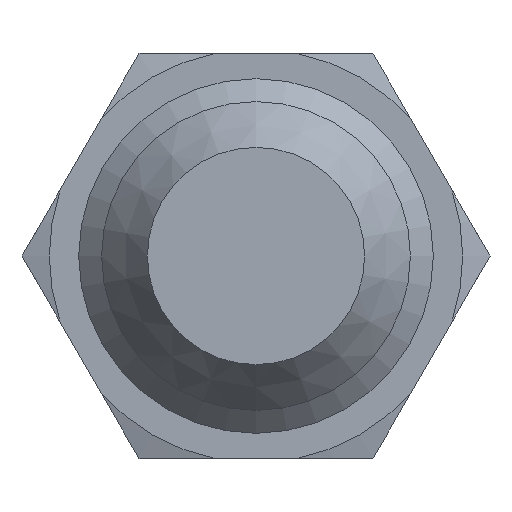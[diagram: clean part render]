
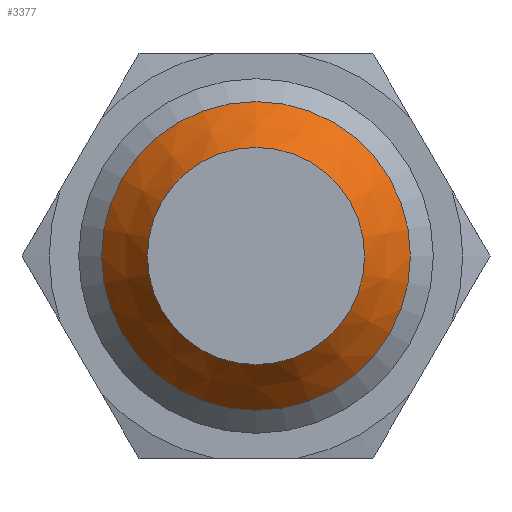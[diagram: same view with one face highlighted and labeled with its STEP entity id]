
A CAD part, left-side view. The second image highlights one B-rep face of the part: STEP entity #3377.
In plain terms, the highlighted conical face has half-angle 37 degrees and reference radius 25.4 mm.
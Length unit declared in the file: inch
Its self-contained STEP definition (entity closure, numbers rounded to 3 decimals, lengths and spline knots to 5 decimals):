
#3350=CARTESIAN_POINT('',(0.2114,0.,0.));
#3351=DIRECTION('',(1.0,0.0,0.0));
#3352=DIRECTION('',(0.0,0.0,-1.0));
#3353=AXIS2_PLACEMENT_3D('',#3350,#3351,#3352);
#3354=CONICAL_SURFACE('',#3353,1.0,37.0);
#3355=CARTESIAN_POINT('',(-0.76,0.,0.268));
#3356=VERTEX_POINT('',#3355);
#3357=CARTESIAN_POINT('',(-0.76,0.,0.));
#3358=DIRECTION('',(1.0,0.0,0.0));
#3359=DIRECTION('',(0.0,0.0,-1.0));
#3360=AXIS2_PLACEMENT_3D('',#3357,#3358,#3359);
#3361=CIRCLE('',#3360,0.268);
#3362=EDGE_CURVE('',#3356,#3356,#3361,.T.);
#3363=ORIENTED_EDGE('',*,*,#3362,.T.);
#3364=EDGE_LOOP('',(#3363));
#3365=FACE_OUTER_BOUND('',#3364,.T.);
#3366=CARTESIAN_POINT('',(-0.61004,0.,0.381));
#3367=VERTEX_POINT('',#3366);
#3368=CARTESIAN_POINT('',(-0.61004,0.,0.));
#3369=DIRECTION('',(-1.0,0.0,0.0));
#3370=DIRECTION('',(0.0,0.0,-1.0));
#3371=AXIS2_PLACEMENT_3D('',#3368,#3369,#3370);
#3372=CIRCLE('',#3371,0.381);
#3373=EDGE_CURVE('',#3367,#3367,#3372,.T.);
#3374=ORIENTED_EDGE('',*,*,#3373,.T.);
#3375=EDGE_LOOP('',(#3374));
#3376=FACE_BOUND('',#3375,.T.);
#3377=ADVANCED_FACE('',(#3365,#3376),#3354,.T.);
